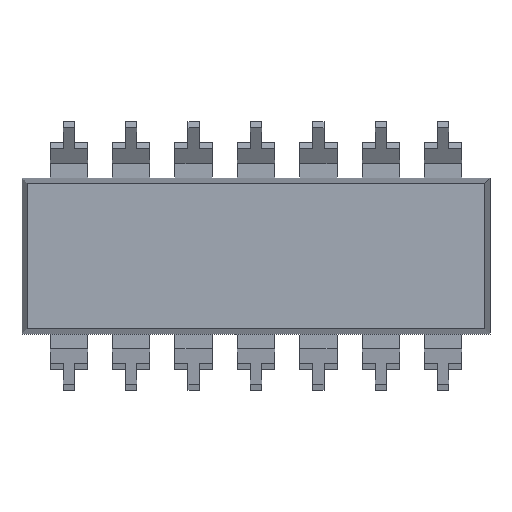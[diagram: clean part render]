
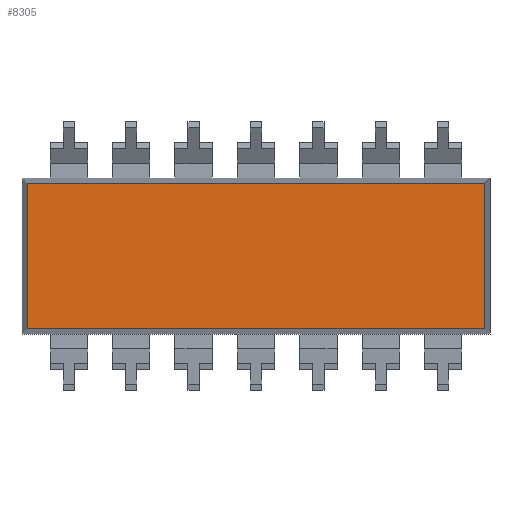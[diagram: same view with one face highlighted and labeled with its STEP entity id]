
A CAD part, front view. The second image highlights one B-rep face of the part: STEP entity #8305.
In plain terms, the highlighted planar face has unit normal (0, -1, 0).
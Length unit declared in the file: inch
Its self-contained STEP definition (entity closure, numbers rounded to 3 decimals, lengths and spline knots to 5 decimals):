
#137 = LINE ( 'NONE', #7140, #3660 ) ;
#446 = CARTESIAN_POINT ( 'NONE',  ( -0.36691, -0.0975, 0.125 ) ) ;
#817 = CARTESIAN_POINT ( 'NONE',  ( -0.36691, -0.0975, 0.11691 ) ) ;
#1420 = LINE ( 'NONE', #6970, #8250 ) ;
#1596 = VERTEX_POINT ( 'NONE', #817 ) ;
#2024 = EDGE_CURVE ( 'NONE', #1596, #6399, #8334, .T. ) ;
#2371 = FACE_OUTER_BOUND ( 'NONE', #3761, .T. ) ;
#2783 = DIRECTION ( 'NONE',  ( 0., 0., 1. ) ) ;
#3107 = ORIENTED_EDGE ( 'NONE', *, *, #9743, .T. ) ;
#3320 = EDGE_CURVE ( 'NONE', #6481, #1596, #1420, .T. ) ;
#3647 = CARTESIAN_POINT ( 'NONE',  ( 0.36691, -0.0975, -0.125 ) ) ;
#3660 = VECTOR ( 'NONE', #6435, 39.37008 ) ;
#3761 = EDGE_LOOP ( 'NONE', ( #7969, #9156, #3107, #9464 ) ) ;
#4217 = VECTOR ( 'NONE', #2783, 39.37008 ) ;
#4619 = CARTESIAN_POINT ( 'NONE',  ( 0., -0.0975, 0. ) ) ;
#5005 = VECTOR ( 'NONE', #5837, 39.37008 ) ;
#5837 = DIRECTION ( 'NONE',  ( 0., 0., -1. ) ) ;
#5994 = EDGE_CURVE ( 'NONE', #9476, #6481, #8846, .T. ) ;
#6251 = CARTESIAN_POINT ( 'NONE',  ( 0.36691, -0.0975, 0.11691 ) ) ;
#6399 = VERTEX_POINT ( 'NONE', #8661 ) ;
#6435 = DIRECTION ( 'NONE',  ( 1., 0., 0. ) ) ;
#6481 = VERTEX_POINT ( 'NONE', #6251 ) ;
#6970 = CARTESIAN_POINT ( 'NONE',  ( 0.375, -0.0975, 0.11691 ) ) ;
#7140 = CARTESIAN_POINT ( 'NONE',  ( -0.375, -0.0975, -0.11691 ) ) ;
#7656 = DIRECTION ( 'NONE',  ( 0., 0., -1. ) ) ;
#7969 = ORIENTED_EDGE ( 'NONE', *, *, #3320, .T. ) ;
#8250 = VECTOR ( 'NONE', #8406, 39.37008 ) ;
#8305 = ADVANCED_FACE ( 'NONE', ( #2371 ), #9179, .T. ) ;
#8334 = LINE ( 'NONE', #446, #5005 ) ;
#8341 = DIRECTION ( 'NONE',  ( 0., -1., 0. ) ) ;
#8406 = DIRECTION ( 'NONE',  ( -1., 0., 0. ) ) ;
#8661 = CARTESIAN_POINT ( 'NONE',  ( -0.36691, -0.0975, -0.11691 ) ) ;
#8754 = AXIS2_PLACEMENT_3D ( 'NONE', #4619, #8341, #7656 ) ;
#8846 = LINE ( 'NONE', #3647, #4217 ) ;
#9156 = ORIENTED_EDGE ( 'NONE', *, *, #2024, .T. ) ;
#9179 = PLANE ( 'NONE',  #8754 ) ;
#9464 = ORIENTED_EDGE ( 'NONE', *, *, #5994, .T. ) ;
#9476 = VERTEX_POINT ( 'NONE', #9708 ) ;
#9708 = CARTESIAN_POINT ( 'NONE',  ( 0.36691, -0.0975, -0.11691 ) ) ;
#9743 = EDGE_CURVE ( 'NONE', #6399, #9476, #137, .T. ) ;
